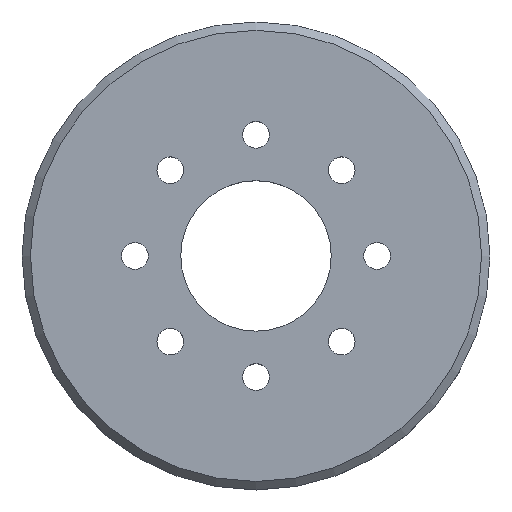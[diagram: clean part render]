
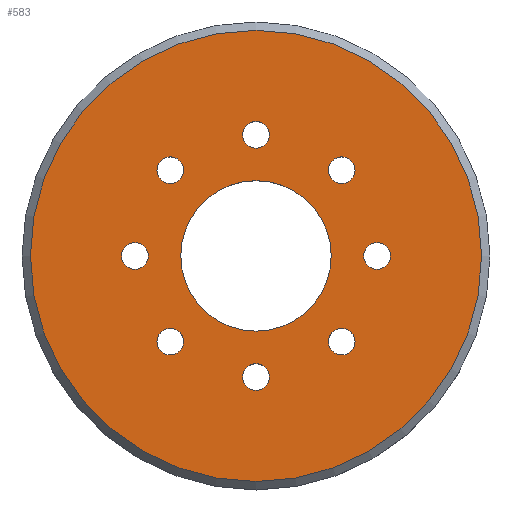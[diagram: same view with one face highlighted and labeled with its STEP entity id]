
A CAD part, top view. The second image highlights one B-rep face of the part: STEP entity #583.
In plain terms, the highlighted planar face has unit normal (0, 0, 1).
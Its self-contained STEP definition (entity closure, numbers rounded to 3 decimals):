
#110=FACE_BOUND('',#204,.T.);
#111=FACE_BOUND('',#205,.T.);
#112=FACE_BOUND('',#206,.T.);
#113=FACE_BOUND('',#207,.T.);
#114=FACE_BOUND('',#208,.T.);
#115=FACE_BOUND('',#209,.T.);
#116=FACE_BOUND('',#210,.T.);
#117=FACE_BOUND('',#211,.T.);
#118=FACE_BOUND('',#212,.T.);
#145=FACE_OUTER_BOUND('',#203,.T.);
#203=EDGE_LOOP('',(#489));
#204=EDGE_LOOP('',(#490));
#205=EDGE_LOOP('',(#491));
#206=EDGE_LOOP('',(#492));
#207=EDGE_LOOP('',(#493));
#208=EDGE_LOOP('',(#494));
#209=EDGE_LOOP('',(#495));
#210=EDGE_LOOP('',(#496));
#211=EDGE_LOOP('',(#497));
#212=EDGE_LOOP('',(#498));
#259=CIRCLE('',#678,27.);
#264=CIRCLE('',#685,9.);
#265=CIRCLE('',#686,1.6);
#266=CIRCLE('',#687,1.6);
#267=CIRCLE('',#688,1.6);
#268=CIRCLE('',#689,1.6);
#269=CIRCLE('',#690,1.6);
#270=CIRCLE('',#691,1.6);
#271=CIRCLE('',#692,1.6);
#272=CIRCLE('',#693,1.6);
#308=VERTEX_POINT('',#1014);
#313=VERTEX_POINT('',#1028);
#314=VERTEX_POINT('',#1030);
#315=VERTEX_POINT('',#1032);
#316=VERTEX_POINT('',#1034);
#317=VERTEX_POINT('',#1036);
#318=VERTEX_POINT('',#1038);
#319=VERTEX_POINT('',#1040);
#320=VERTEX_POINT('',#1042);
#321=VERTEX_POINT('',#1044);
#369=EDGE_CURVE('',#308,#308,#259,.T.);
#376=EDGE_CURVE('',#313,#313,#264,.T.);
#377=EDGE_CURVE('',#314,#314,#265,.T.);
#378=EDGE_CURVE('',#315,#315,#266,.T.);
#379=EDGE_CURVE('',#316,#316,#267,.T.);
#380=EDGE_CURVE('',#317,#317,#268,.T.);
#381=EDGE_CURVE('',#318,#318,#269,.T.);
#382=EDGE_CURVE('',#319,#319,#270,.T.);
#383=EDGE_CURVE('',#320,#320,#271,.T.);
#384=EDGE_CURVE('',#321,#321,#272,.T.);
#489=ORIENTED_EDGE('',*,*,#369,.F.);
#490=ORIENTED_EDGE('',*,*,#376,.T.);
#491=ORIENTED_EDGE('',*,*,#377,.T.);
#492=ORIENTED_EDGE('',*,*,#378,.T.);
#493=ORIENTED_EDGE('',*,*,#379,.T.);
#494=ORIENTED_EDGE('',*,*,#380,.T.);
#495=ORIENTED_EDGE('',*,*,#381,.T.);
#496=ORIENTED_EDGE('',*,*,#382,.T.);
#497=ORIENTED_EDGE('',*,*,#383,.T.);
#498=ORIENTED_EDGE('',*,*,#384,.T.);
#556=PLANE('',#684);
#583=ADVANCED_FACE('',(#145,#110,#111,#112,#113,#114,#115,#116,#117,#118),
#556,.T.);
#678=AXIS2_PLACEMENT_3D('',#1015,#839,#840);
#684=AXIS2_PLACEMENT_3D('',#1027,#853,#854);
#685=AXIS2_PLACEMENT_3D('',#1029,#855,#856);
#686=AXIS2_PLACEMENT_3D('',#1031,#857,#858);
#687=AXIS2_PLACEMENT_3D('',#1033,#859,#860);
#688=AXIS2_PLACEMENT_3D('',#1035,#861,#862);
#689=AXIS2_PLACEMENT_3D('',#1037,#863,#864);
#690=AXIS2_PLACEMENT_3D('',#1039,#865,#866);
#691=AXIS2_PLACEMENT_3D('',#1041,#867,#868);
#692=AXIS2_PLACEMENT_3D('',#1043,#869,#870);
#693=AXIS2_PLACEMENT_3D('',#1045,#871,#872);
#839=DIRECTION('center_axis',(0.,0.,-1.));
#840=DIRECTION('ref_axis',(-1.,0.,0.));
#853=DIRECTION('center_axis',(0.,0.,1.));
#854=DIRECTION('ref_axis',(1.,0.,0.));
#855=DIRECTION('center_axis',(0.,0.,-1.));
#856=DIRECTION('ref_axis',(-1.,0.,0.));
#857=DIRECTION('center_axis',(0.,0.,-1.));
#858=DIRECTION('ref_axis',(1.,0.,0.));
#859=DIRECTION('center_axis',(0.,0.,-1.));
#860=DIRECTION('ref_axis',(1.,0.,0.));
#861=DIRECTION('center_axis',(0.,0.,-1.));
#862=DIRECTION('ref_axis',(1.,0.,0.));
#863=DIRECTION('center_axis',(0.,0.,-1.));
#864=DIRECTION('ref_axis',(1.,0.,0.));
#865=DIRECTION('center_axis',(0.,0.,-1.));
#866=DIRECTION('ref_axis',(1.,0.,0.));
#867=DIRECTION('center_axis',(0.,0.,-1.));
#868=DIRECTION('ref_axis',(1.,0.,0.));
#869=DIRECTION('center_axis',(0.,0.,-1.));
#870=DIRECTION('ref_axis',(1.,0.,0.));
#871=DIRECTION('center_axis',(0.,0.,-1.));
#872=DIRECTION('ref_axis',(1.,0.,0.));
#1014=CARTESIAN_POINT('',(27.,0.,11.));
#1015=CARTESIAN_POINT('Origin',(0.,0.,11.));
#1027=CARTESIAN_POINT('Origin',(0.,0.,11.));
#1028=CARTESIAN_POINT('',(9.,0.,11.));
#1029=CARTESIAN_POINT('Origin',(0.,0.,11.));
#1030=CARTESIAN_POINT('',(-11.853,10.253,11.));
#1031=CARTESIAN_POINT('Origin',(-10.253,10.253,11.));
#1032=CARTESIAN_POINT('',(12.9,0.,11.));
#1033=CARTESIAN_POINT('Origin',(14.5,0.,11.));
#1034=CARTESIAN_POINT('',(-11.853,-10.253,11.));
#1035=CARTESIAN_POINT('Origin',(-10.253,-10.253,11.));
#1036=CARTESIAN_POINT('',(8.653,10.253,11.));
#1037=CARTESIAN_POINT('Origin',(10.253,10.253,11.));
#1038=CARTESIAN_POINT('',(-16.1,0.,11.));
#1039=CARTESIAN_POINT('Origin',(-14.5,0.,11.));
#1040=CARTESIAN_POINT('',(8.653,-10.253,11.));
#1041=CARTESIAN_POINT('Origin',(10.253,-10.253,11.));
#1042=CARTESIAN_POINT('',(-1.6,-14.5,11.));
#1043=CARTESIAN_POINT('Origin',(0.,-14.5,11.));
#1044=CARTESIAN_POINT('',(-1.6,14.5,11.));
#1045=CARTESIAN_POINT('Origin',(0.,14.5,11.));
